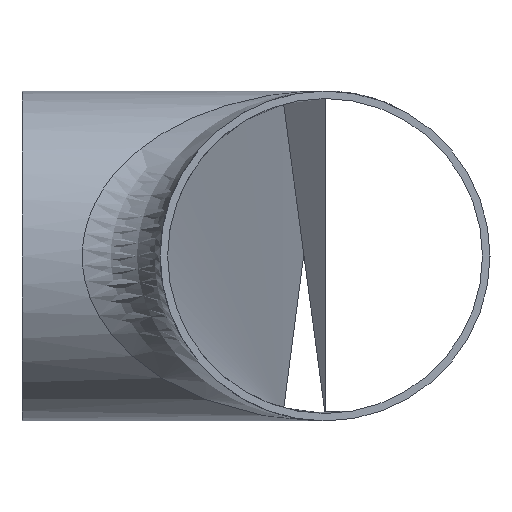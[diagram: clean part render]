
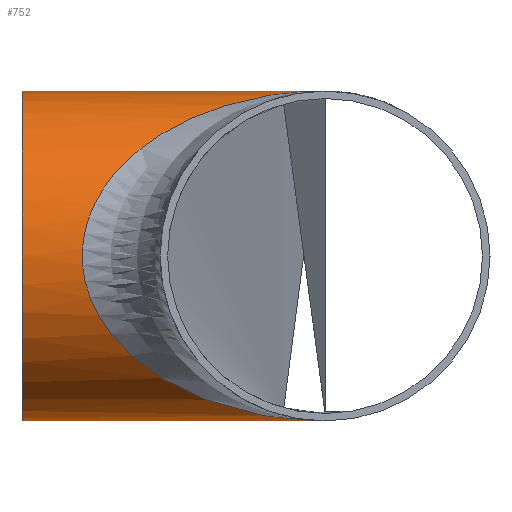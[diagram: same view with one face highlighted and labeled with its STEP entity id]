
A CAD part, left-side view. The second image highlights one B-rep face of the part: STEP entity #752.
In plain terms, the highlighted cylindrical face has radius 57.15 mm (diameter 114.3 mm), a full revolution.
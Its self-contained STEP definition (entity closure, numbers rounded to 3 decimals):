
#224 = EDGE_LOOP ( 'NONE', ( #10935 ) ) ;
#471 = CARTESIAN_POINT ( 'NONE',  ( 0., 105., -57.15 ) ) ;
#712 = ORIENTED_EDGE ( 'NONE', *, *, #1005, .T. ) ;
#752 = ADVANCED_FACE ( 'NONE', ( #7042, #9072 ), #4655, .T. ) ;
#1005 = EDGE_CURVE ( 'NONE', #2658, #6311, #12078, .T. ) ;
#1480 = DIRECTION ( 'NONE',  ( 0., -1., 0. ) ) ;
#1760 = ORIENTED_EDGE ( 'NONE', *, *, #12969, .T. ) ;
#2658 = VERTEX_POINT ( 'NONE', #2707 ) ;
#2707 = CARTESIAN_POINT ( 'NONE',  ( 0., 0., -57.15 ) ) ;
#3320 = DIRECTION ( 'NONE',  ( 0., 0., -1. ) ) ;
#3471 = EDGE_LOOP ( 'NONE', ( #712, #1760 ) ) ;
#3847 = CARTESIAN_POINT ( 'NONE',  ( -114.3, 168.3, -57.15 ) ) ;
#4036 = AXIS2_PLACEMENT_3D ( 'NONE', #7138, #11040, #3320 ) ;
#4655 = CYLINDRICAL_SURFACE ( 'NONE', #10324, 57.15 ) ;
#4877 = CIRCLE ( 'NONE', #4036, 57.15 ) ;
#5193 = CARTESIAN_POINT ( 'NONE',  ( -114.3, 168.3, 57.15 ) ) ;
#6311 = VERTEX_POINT ( 'NONE', #6457 ) ;
#6457 = CARTESIAN_POINT ( 'NONE',  ( 0., 0., 57.15 ) ) ;
#7042 = FACE_OUTER_BOUND ( 'NONE', #224, .T. ) ;
#7138 = CARTESIAN_POINT ( 'NONE',  ( 0., 105., 0. ) ) ;
#7363 = EDGE_CURVE ( 'NONE', #8868, #8868, #4877, .T. ) ;
#8656 = CARTESIAN_POINT ( 'NONE',  ( 114.3, 168.3, 57.15 ) ) ;
#8868 = VERTEX_POINT ( 'NONE', #471 ) ;
#9072 = FACE_OUTER_BOUND ( 'NONE', #3471, .T. ) ;
#10191 =( BOUNDED_CURVE ( )  B_SPLINE_CURVE ( 3, ( #13731, #8656, #11295, #11082 ),
 .UNSPECIFIED., .F., .F. ) 
 B_SPLINE_CURVE_WITH_KNOTS ( ( 4, 4 ),
 ( 1.571, 4.712 ),
 .UNSPECIFIED. ) 
 CURVE ( )  GEOMETRIC_REPRESENTATION_ITEM ( )  RATIONAL_B_SPLINE_CURVE ( ( 1., 0.333, 0.333, 1. ) ) 
 REPRESENTATION_ITEM ( '' )  );
#10324 = AXIS2_PLACEMENT_3D ( 'NONE', #13085, #1480, #15567 ) ;
#10935 = ORIENTED_EDGE ( 'NONE', *, *, #7363, .T. ) ;
#11040 = DIRECTION ( 'NONE',  ( 0., -1., 0. ) ) ;
#11082 = CARTESIAN_POINT ( 'NONE',  ( 0., 0., -57.15 ) ) ;
#11295 = CARTESIAN_POINT ( 'NONE',  ( 114.3, 168.3, -57.15 ) ) ;
#11777 = CARTESIAN_POINT ( 'NONE',  ( 0., 0., -57.15 ) ) ;
#12078 =( BOUNDED_CURVE ( )  B_SPLINE_CURVE ( 3, ( #11777, #3847, #5193, #14376 ),
 .UNSPECIFIED., .F., .F. ) 
 B_SPLINE_CURVE_WITH_KNOTS ( ( 4, 4 ),
 ( 1.571, 4.712 ),
 .UNSPECIFIED. ) 
 CURVE ( )  GEOMETRIC_REPRESENTATION_ITEM ( )  RATIONAL_B_SPLINE_CURVE ( ( 1., 0.333, 0.333, 1. ) ) 
 REPRESENTATION_ITEM ( '' )  );
#12969 = EDGE_CURVE ( 'NONE', #6311, #2658, #10191, .T. ) ;
#13085 = CARTESIAN_POINT ( 'NONE',  ( 0., 0., 0. ) ) ;
#13731 = CARTESIAN_POINT ( 'NONE',  ( 0., 0., 57.15 ) ) ;
#14376 = CARTESIAN_POINT ( 'NONE',  ( 0., 0., 57.15 ) ) ;
#15567 = DIRECTION ( 'NONE',  ( 0., 0., -1. ) ) ;
